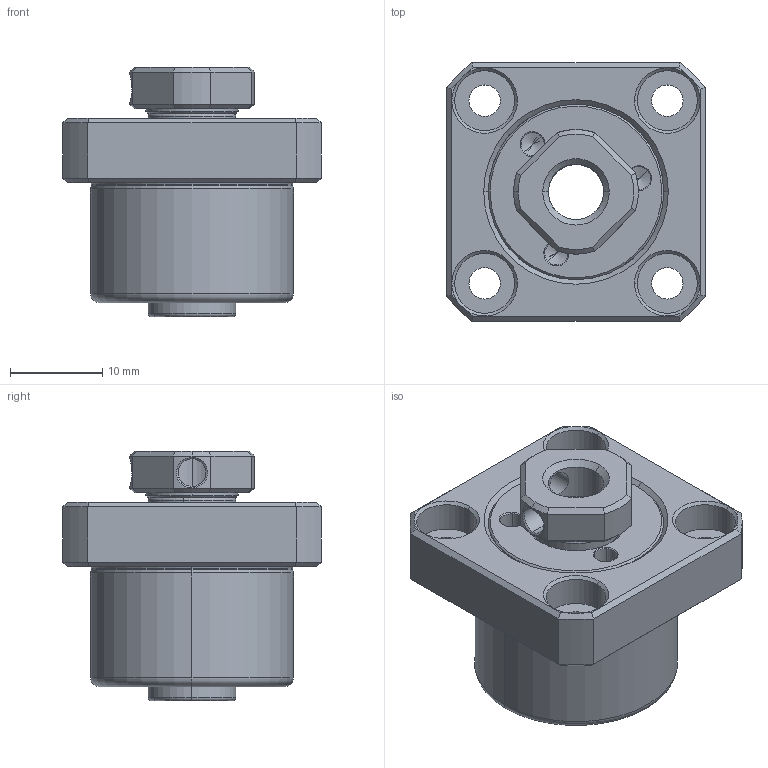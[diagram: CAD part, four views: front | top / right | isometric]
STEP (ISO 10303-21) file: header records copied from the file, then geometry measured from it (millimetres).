
FILE_DESCRIPTION (( 'STEP AP214' ), '1' );
FILE_NAME ('FK06疒遂.STEP', '2018-12-10T05:09:56', ( 'Windows 荤侩磊' ), ( '' ), 'SwSTEP 2.0', 'SolidWorks 2013', '' );
FILE_SCHEMA (( 'AUTOMOTIVE_DESIGN' ));
Length unit declared in the file: millimetre
Products named in the file (7): M19X1軸承_; FK06鎖固螺帽(成_); 706A; FK06軸封; FK06間隔圈; FK06軸承座_體(成_); FK06疒遂
Assembly tree (8 placements, depth 2):
  FK06疒遂
    FK06軸承座_體(成_)
    FK06間隔圈  x2
    FK06軸封
    706A  x2
    FK06鎖固螺帽(成_)
    M19X1軸承_
Bounding box: 28 x 28 x 27 mm (x, y, z)
Volume: 8459.9 mm3; surface area: 9730.6 mm2
Topology: 34 solids, 34 shells, 356 faces, 865 edges, 486 vertices
Faces by surface type: bspline 104, cylinder 97, cone 78, plane 57, torus 20
Entity records: 11737 total; most frequent: CARTESIAN_POINT 5218, DIRECTION 1356, ORIENTED_EDGE 1222, EDGE_CURVE 611, AXIS2_PLACEMENT_3D 588, VERTEX_POINT 380, CIRCLE 355, EDGE_LOOP 317
